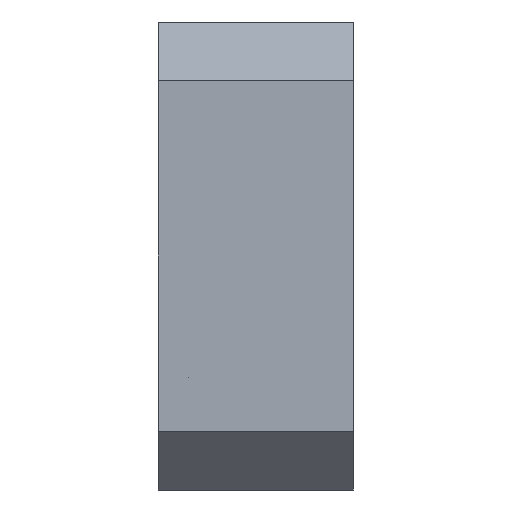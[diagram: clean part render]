
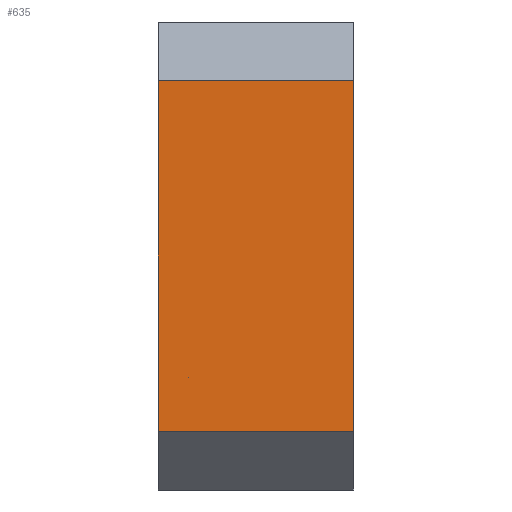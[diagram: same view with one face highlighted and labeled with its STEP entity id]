
A CAD part, left-side view. The second image highlights one B-rep face of the part: STEP entity #635.
In plain terms, the highlighted planar face has unit normal (-1, 0, 0).
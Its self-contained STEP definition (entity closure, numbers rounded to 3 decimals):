
#4 = EDGE_LOOP ( 'NONE', ( #170, #35, #550, #119 ) ) ;
#19 = CARTESIAN_POINT ( 'NONE',  ( -50., 5., -9. ) ) ;
#35 = ORIENTED_EDGE ( 'NONE', *, *, #679, .T. ) ;
#53 = DIRECTION ( 'NONE',  ( 0., 0., 1. ) ) ;
#62 = CARTESIAN_POINT ( 'NONE',  ( -50., -5., 12. ) ) ;
#73 = EDGE_CURVE ( 'NONE', #444, #152, #294, .T. ) ;
#100 = LINE ( 'NONE', #551, #193 ) ;
#119 = ORIENTED_EDGE ( 'NONE', *, *, #672, .T. ) ;
#142 = DIRECTION ( 'NONE',  ( 0., 0., 1. ) ) ;
#152 = VERTEX_POINT ( 'NONE', #476 ) ;
#170 = ORIENTED_EDGE ( 'NONE', *, *, #73, .F. ) ;
#171 = CARTESIAN_POINT ( 'NONE',  ( -50., 5., 9. ) ) ;
#175 = DIRECTION ( 'NONE',  ( 0., 1., 0. ) ) ;
#193 = VECTOR ( 'NONE', #503, 1000. ) ;
#215 = AXIS2_PLACEMENT_3D ( 'NONE', #377, #488, #548 ) ;
#263 = VECTOR ( 'NONE', #175, 1000. ) ;
#294 = LINE ( 'NONE', #464, #400 ) ;
#324 = LINE ( 'NONE', #171, #263 ) ;
#376 = EDGE_CURVE ( 'NONE', #392, #605, #446, .T. ) ;
#377 = CARTESIAN_POINT ( 'NONE',  ( -50., 5., 12. ) ) ;
#392 = VERTEX_POINT ( 'NONE', #688 ) ;
#400 = VECTOR ( 'NONE', #142, 1000. ) ;
#420 = FACE_OUTER_BOUND ( 'NONE', #4, .T. ) ;
#444 = VERTEX_POINT ( 'NONE', #19 ) ;
#446 = LINE ( 'NONE', #62, #556 ) ;
#464 = CARTESIAN_POINT ( 'NONE',  ( -50., 5., 12. ) ) ;
#476 = CARTESIAN_POINT ( 'NONE',  ( -50., 5., 9. ) ) ;
#484 = PLANE ( 'NONE',  #215 ) ;
#488 = DIRECTION ( 'NONE',  ( 1., 0., 0. ) ) ;
#503 = DIRECTION ( 'NONE',  ( 0., -1., 0. ) ) ;
#548 = DIRECTION ( 'NONE',  ( 0., 0., -1. ) ) ;
#550 = ORIENTED_EDGE ( 'NONE', *, *, #376, .T. ) ;
#551 = CARTESIAN_POINT ( 'NONE',  ( -50., 5., -9. ) ) ;
#556 = VECTOR ( 'NONE', #53, 1000. ) ;
#605 = VERTEX_POINT ( 'NONE', #663 ) ;
#635 = ADVANCED_FACE ( 'NONE', ( #420 ), #484, .F. ) ;
#663 = CARTESIAN_POINT ( 'NONE',  ( -50., -5., 9. ) ) ;
#672 = EDGE_CURVE ( 'NONE', #605, #152, #324, .T. ) ;
#679 = EDGE_CURVE ( 'NONE', #444, #392, #100, .T. ) ;
#688 = CARTESIAN_POINT ( 'NONE',  ( -50., -5., -9. ) ) ;
